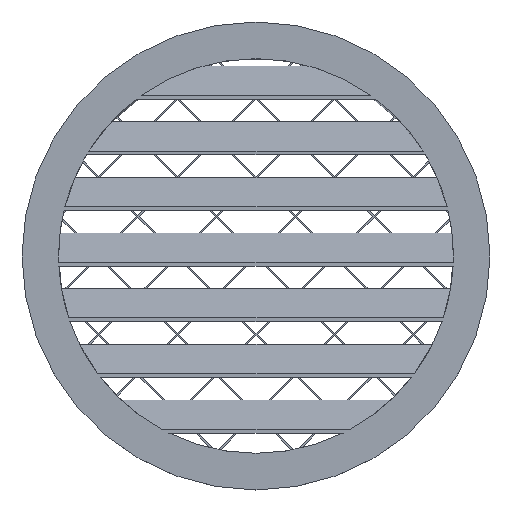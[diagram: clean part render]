
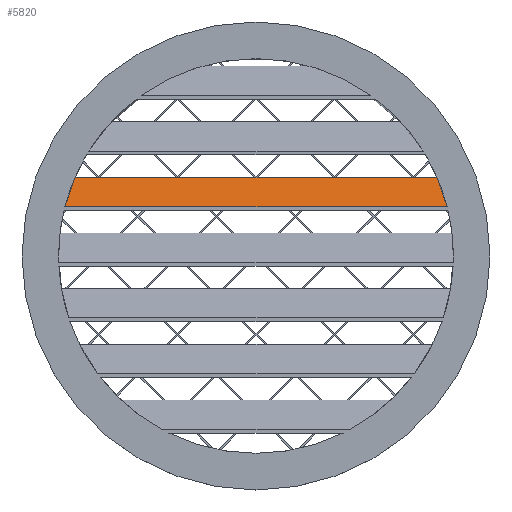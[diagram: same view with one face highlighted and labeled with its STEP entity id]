
A CAD part, top view. The second image highlights one B-rep face of the part: STEP entity #5820.
In plain terms, the highlighted planar face has unit normal (0, 0.866, 0.5).
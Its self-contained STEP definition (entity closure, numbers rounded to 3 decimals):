
#811 = DIRECTION ( 'NONE',  ( 0., -0.866, -0.5 ) ) ;
#844 = CARTESIAN_POINT ( 'NONE',  ( -90., 19.5, 0. ) ) ;
#1284 = FACE_OUTER_BOUND ( 'NONE', #7874, .T. ) ;
#1482 = LINE ( 'NONE', #6449, #3198 ) ;
#1552 =( BOUNDED_CURVE ( )  B_SPLINE_CURVE ( 3, ( #5405, #4599, #2979, #3014 ),
 .UNSPECIFIED., .F., .F. ) 
 B_SPLINE_CURVE_WITH_KNOTS ( ( 4, 4 ),
 ( 1.823, 1.98 ),
 .UNSPECIFIED. ) 
 CURVE ( )  GEOMETRIC_REPRESENTATION_ITEM ( )  RATIONAL_B_SPLINE_CURVE ( ( 1., 0.998, 0.998, 1. ) ) 
 REPRESENTATION_ITEM ( '' )  );
#1713 = DIRECTION ( 'NONE',  ( 1., 0., 0. ) ) ;
#2760 = VECTOR ( 'NONE', #3666, 1000. ) ;
#2820 = EDGE_CURVE ( 'NONE', #7070, #9223, #7099, .T. ) ;
#2979 = CARTESIAN_POINT ( 'NONE',  ( 73.178, 27.306, -13.52 ) ) ;
#3014 = CARTESIAN_POINT ( 'NONE',  ( 71.555, 31.047, -20. ) ) ;
#3187 = ORIENTED_EDGE ( 'NONE', *, *, #2820, .T. ) ;
#3198 = VECTOR ( 'NONE', #1713, 1000. ) ;
#3582 = CARTESIAN_POINT ( 'NONE',  ( -74.504, 23.449, -6.84 ) ) ;
#3666 = DIRECTION ( 'NONE',  ( 1., 0., 0. ) ) ;
#3812 = VERTEX_POINT ( 'NONE', #7559 ) ;
#4239 = ORIENTED_EDGE ( 'NONE', *, *, #8814, .T. ) ;
#4433 = VERTEX_POINT ( 'NONE', #9122 ) ;
#4563 = ORIENTED_EDGE ( 'NONE', *, *, #7118, .T. ) ;
#4599 = CARTESIAN_POINT ( 'NONE',  ( 74.504, 23.449, -6.84 ) ) ;
#4970 = EDGE_CURVE ( 'NONE', #7070, #4433, #6755, .T. ) ;
#5110 = CARTESIAN_POINT ( 'NONE',  ( -75.523, 19.5, 0. ) ) ;
#5246 = AXIS2_PLACEMENT_3D ( 'NONE', #844, #811, #6363 ) ;
#5405 = CARTESIAN_POINT ( 'NONE',  ( 75.523, 19.5, 0. ) ) ;
#5564 = PLANE ( 'NONE',  #5246 ) ;
#5820 = ADVANCED_FACE ( 'NONE', ( #1284 ), #5564, .F. ) ;
#6036 = CARTESIAN_POINT ( 'NONE',  ( -73.178, 27.306, -13.52 ) ) ;
#6363 = DIRECTION ( 'NONE',  ( 0., -0.5, 0.866 ) ) ;
#6449 = CARTESIAN_POINT ( 'NONE',  ( -90., 19.5, 0. ) ) ;
#6755 = LINE ( 'NONE', #8445, #2760 ) ;
#7070 = VERTEX_POINT ( 'NONE', #9371 ) ;
#7099 =( BOUNDED_CURVE ( )  B_SPLINE_CURVE ( 3, ( #8339, #6036, #3582, #5110 ),
 .UNSPECIFIED., .F., .T. ) 
 B_SPLINE_CURVE_WITH_KNOTS ( ( 4, 4 ),
 ( 4.303, 4.46 ),
 .UNSPECIFIED. ) 
 CURVE ( )  GEOMETRIC_REPRESENTATION_ITEM ( )  RATIONAL_B_SPLINE_CURVE ( ( 1., 0.998, 0.998, 1. ) ) 
 REPRESENTATION_ITEM ( '' )  );
#7118 = EDGE_CURVE ( 'NONE', #3812, #4433, #1552, .T. ) ;
#7559 = CARTESIAN_POINT ( 'NONE',  ( 75.523, 19.5, 0. ) ) ;
#7874 = EDGE_LOOP ( 'NONE', ( #4239, #4563, #8995, #3187 ) ) ;
#8066 = CARTESIAN_POINT ( 'NONE',  ( -75.523, 19.5, 0. ) ) ;
#8339 = CARTESIAN_POINT ( 'NONE',  ( -71.555, 31.047, -20. ) ) ;
#8445 = CARTESIAN_POINT ( 'NONE',  ( -90., 31.047, -20. ) ) ;
#8814 = EDGE_CURVE ( 'NONE', #9223, #3812, #1482, .T. ) ;
#8995 = ORIENTED_EDGE ( 'NONE', *, *, #4970, .F. ) ;
#9122 = CARTESIAN_POINT ( 'NONE',  ( 71.555, 31.047, -20. ) ) ;
#9223 = VERTEX_POINT ( 'NONE', #8066 ) ;
#9371 = CARTESIAN_POINT ( 'NONE',  ( -71.555, 31.047, -20. ) ) ;
